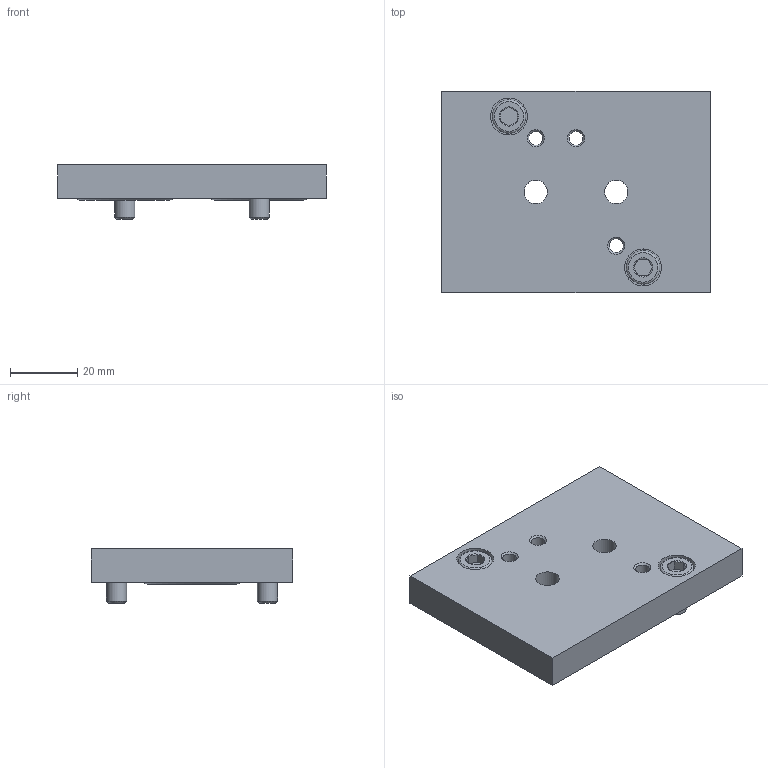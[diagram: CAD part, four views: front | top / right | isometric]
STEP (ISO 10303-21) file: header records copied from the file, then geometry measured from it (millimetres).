
FILE_DESCRIPTION(/* description */ ('Unknown'),/* implementation_level */ '2;1');
FILE_NAME(/* name */ 'ZPN 6 10',/* time_stamp */ '2018-04-19T13:07:43+02:00',/* author */ ('Unknown'),/* organization */ ('Unknown'),/* preprocessor_version */ 'ST-DEVELOPER v16.7',/* originating_system */ 'DEX',/* authorisation */ $);
FILE_SCHEMA (('AUTOMOTIVE_DESIGN {1 0 10303 214 3 1 1}'));
Length unit declared in the file: millimetre
Products named in the file (4): ZPN 6 10; AZPN 6 10; DIN912-A2-M6x10; O-Ring 24x3 NBR70 im GH MN 510 121
Assembly tree (5 placements, depth 2):
  ZPN 6 10
    AZPN 6 10
    DIN912-A2-M6x10  x2
    O-Ring 24x3 NBR70 im GH MN 510 121  x2
Bounding box: 80 x 60 x 16.2 mm (x, y, z)
Volume: 44640.4 mm3; surface area: 16543.7 mm2
Topology: 5 solids, 5 shells, 79 faces, 175 edges, 114 vertices
Faces by surface type: plane 34, cone 20, cylinder 19, torus 6
Full cylindrical faces by diameter (mm): 4.134 x3, 4.773 x2, 6 x4, 6.6 x2, 7 x2, 10 x2, 11 x2, 29.8 x2
Entity records: 1813 total; most frequent: DIRECTION 244, CARTESIAN_POINT 242, ORIENTED_EDGE 174, AXIS2_PLACEMENT_3D 104, FACE_BOUND 99, EDGE_LOOP 98, EDGE_CURVE 87, VERTEX_POINT 72
